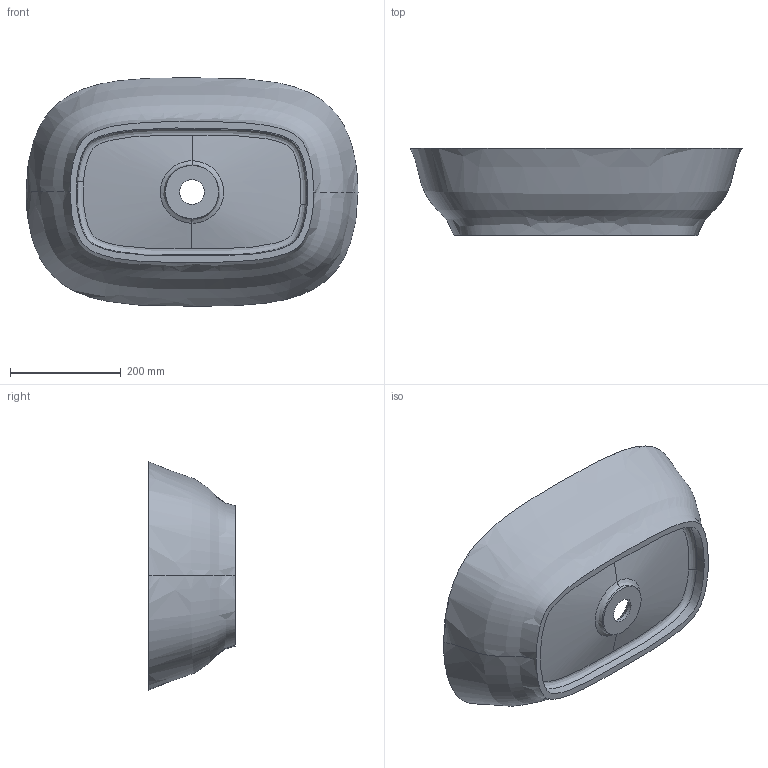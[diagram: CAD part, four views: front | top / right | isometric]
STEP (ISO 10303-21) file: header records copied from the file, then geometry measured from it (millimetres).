
FILE_DESCRIPTION (( 'STEP AP214' ), '1' );
FILE_NAME ('Cup Egoist.STEP', '2020-08-12T13:21:11', ( '' ), ( '' ), 'SwSTEP 2.0', 'SolidWorks 2018', '' );
FILE_SCHEMA (( 'AUTOMOTIVE_DESIGN' ));
Length unit declared in the file: millimetre
Products named in the file (1): Cup Egoist
Bounding box: 600 x 157 x 413 mm (x, y, z)
Volume: 4099094.7 mm3; surface area: 715765 mm2
Topology: 1 solids, 1 shells, 27 faces, 70 edges, 46 vertices
Faces by surface type: bspline 18, cone 4, plane 3, cylinder 2
Entity records: 25327 total; most frequent: CARTESIAN_POINT 24773, ORIENTED_EDGE 140, EDGE_CURVE 70, DIRECTION 54, B_SPLINE_CURVE_WITH_KNOTS 50, VERTEX_POINT 46, EDGE_LOOP 30, FACE_OUTER_BOUND 27
